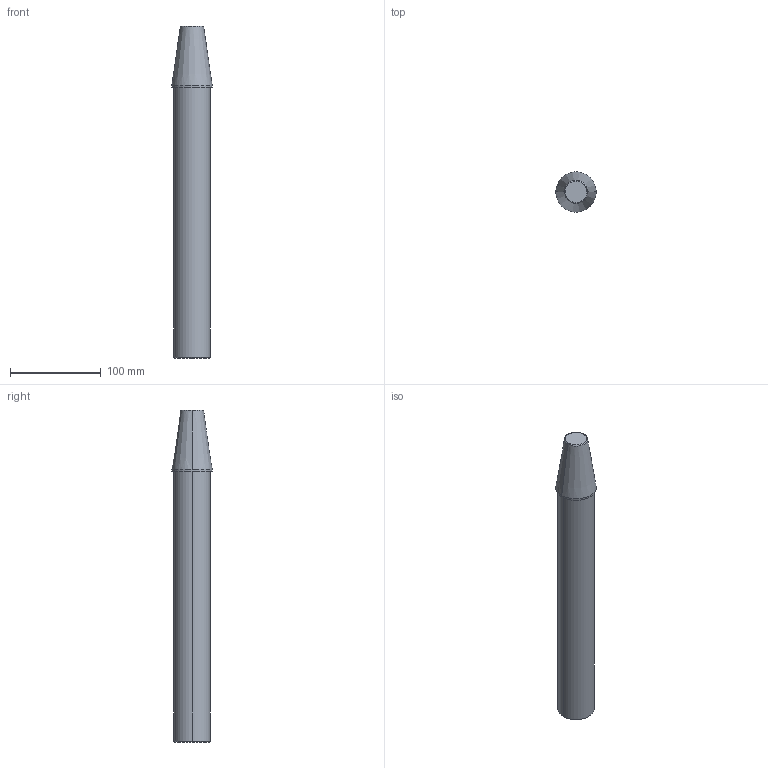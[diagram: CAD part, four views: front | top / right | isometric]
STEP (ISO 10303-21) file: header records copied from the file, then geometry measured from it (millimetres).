
FILE_DESCRIPTION (( 'STEP AP203' ), '1' );
FILE_NAME ('BT40 MASTER MANDRELL DIA 40 L 300.STEP', '2019-05-24T06:16:30', ( '' ), ( '' ), 'SwSTEP 2.0', 'SolidWorks 2014', '' );
FILE_SCHEMA (( 'CONFIG_CONTROL_DESIGN' ));
Length unit declared in the file: millimetre
Products named in the file (1): BT40 MASTER MANDRELL DIA 40 L 300
Bounding box: 44.45 x 44.45 x 365.4 mm (x, y, z)
Volume: 441676.1 mm3; surface area: 46934.2 mm2
Topology: 1 solids, 1 shells, 13 faces, 24 edges, 14 vertices
Faces by surface type: cylinder 4, cone 4, plane 3, bspline 2
Entity records: 421 total; most frequent: CARTESIAN_POINT 94, DIRECTION 56, ORIENTED_EDGE 48, EDGE_CURVE 24, AXIS2_PLACEMENT_3D 24, VERTEX_POINT 14, EDGE_LOOP 14, ADVANCED_FACE 13
